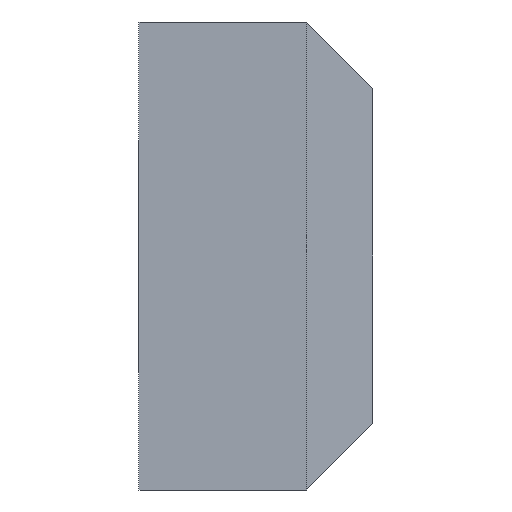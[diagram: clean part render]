
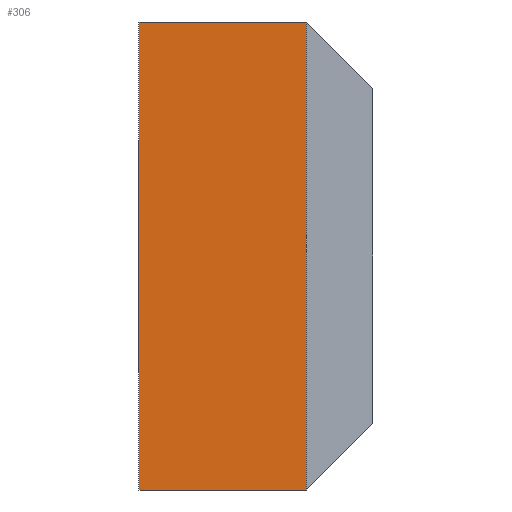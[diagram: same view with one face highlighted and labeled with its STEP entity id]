
A CAD part, left-side view. The second image highlights one B-rep face of the part: STEP entity #306.
In plain terms, the highlighted planar face has unit normal (-1, 0, 0).
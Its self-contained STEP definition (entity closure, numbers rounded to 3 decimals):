
#23=ORIENTED_EDGE('',*,*,#103,.T.);
#24=ORIENTED_EDGE('',*,*,#104,.T.);
#25=ORIENTED_EDGE('',*,*,#105,.F.);
#26=ORIENTED_EDGE('',*,*,#106,.T.);
#103=EDGE_CURVE('',#143,#144,#169,.T.);
#104=EDGE_CURVE('',#144,#145,#170,.T.);
#105=EDGE_CURVE('',#146,#145,#171,.T.);
#106=EDGE_CURVE('',#146,#143,#172,.T.);
#143=VERTEX_POINT('',#440);
#144=VERTEX_POINT('',#441);
#145=VERTEX_POINT('',#443);
#146=VERTEX_POINT('',#445);
#169=LINE('',#439,#207);
#170=LINE('',#442,#208);
#171=LINE('',#444,#209);
#172=LINE('',#446,#210);
#207=VECTOR('',#361,1000.);
#208=VECTOR('',#362,1000.);
#209=VECTOR('',#363,1000.);
#210=VECTOR('',#364,1000.);
#245=EDGE_LOOP('',(#23,#24,#25,#26));
#267=FACE_BOUND('',#245,.T.);
#289=PLANE('',#337);
#306=ADVANCED_FACE('',(#267),#289,.T.);
#337=AXIS2_PLACEMENT_3D('',#438,#359,#360);
#359=DIRECTION('',(-1.,0.,0.));
#360=DIRECTION('',(0.,0.,1.));
#361=DIRECTION('',(0.,-1.,0.));
#362=DIRECTION('',(0.,0.,1.));
#363=DIRECTION('',(0.,-1.,0.));
#364=DIRECTION('',(0.,0.,-1.));
#438=CARTESIAN_POINT('',(-13.,7.,7.));
#439=CARTESIAN_POINT('',(-13.,7.,-7.));
#440=CARTESIAN_POINT('',(-13.,7.,-7.));
#441=CARTESIAN_POINT('',(-13.,2.,-7.));
#442=CARTESIAN_POINT('',(-13.,2.,7.));
#443=CARTESIAN_POINT('',(-13.,2.,7.));
#444=CARTESIAN_POINT('',(-13.,7.,7.));
#445=CARTESIAN_POINT('',(-13.,7.,7.));
#446=CARTESIAN_POINT('',(-13.,7.,7.));
